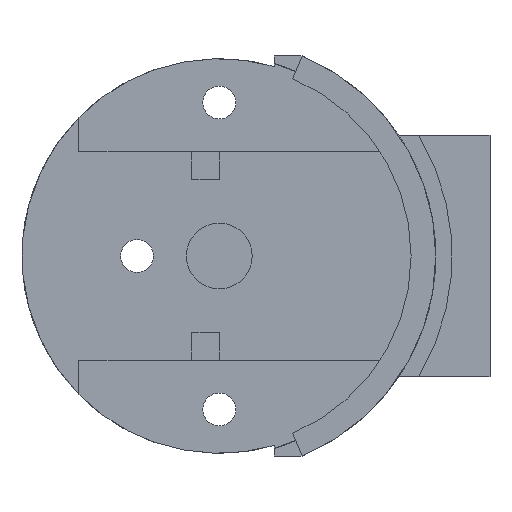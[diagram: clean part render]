
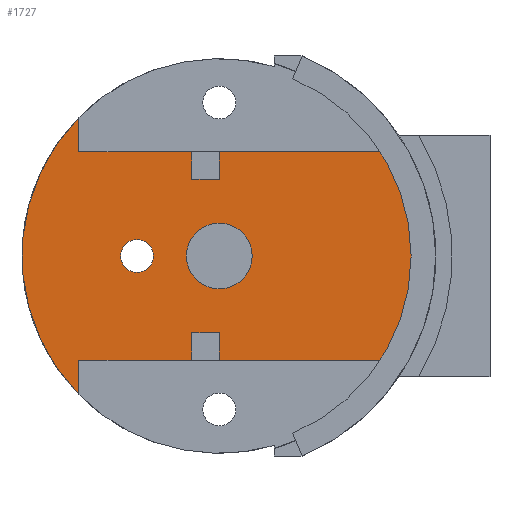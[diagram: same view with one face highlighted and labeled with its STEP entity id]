
A CAD part, front view. The second image highlights one B-rep face of the part: STEP entity #1727.
In plain terms, the highlighted planar face has unit normal (0, -1, 0).
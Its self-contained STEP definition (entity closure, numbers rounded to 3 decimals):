
#23=FACE_BOUND('',#250,.T.);
#24=FACE_BOUND('',#251,.T.);
#68=PLANE('',#1876);
#151=FACE_OUTER_BOUND('',#249,.T.);
#249=EDGE_LOOP('',(#1392,#1393,#1394,#1395,#1396,#1397,#1398,#1399,#1400,
#1401,#1402,#1403,#1404,#1405,#1406,#1407,#1408,#1409,#1410,#1411,#1412,
#1413,#1414,#1415,#1416,#1417));
#250=EDGE_LOOP('',(#1418));
#251=EDGE_LOOP('',(#1419));
#358=LINE('',#2627,#553);
#362=LINE('',#2635,#557);
#394=LINE('',#2705,#589);
#409=LINE('',#2736,#604);
#412=LINE('',#2741,#607);
#413=LINE('',#2743,#608);
#414=LINE('',#2745,#609);
#415=LINE('',#2747,#610);
#416=LINE('',#2749,#611);
#417=LINE('',#2751,#612);
#418=LINE('',#2753,#613);
#419=LINE('',#2755,#614);
#420=LINE('',#2757,#615);
#421=LINE('',#2759,#616);
#422=LINE('',#2761,#617);
#423=LINE('',#2764,#618);
#424=LINE('',#2766,#619);
#425=LINE('',#2768,#620);
#426=LINE('',#2769,#621);
#427=LINE('',#2771,#622);
#428=LINE('',#2773,#623);
#429=LINE('',#2775,#624);
#430=LINE('',#2776,#625);
#431=LINE('',#2778,#626);
#432=LINE('',#2779,#627);
#553=VECTOR('',#2134,10.);
#557=VECTOR('',#2138,10.);
#589=VECTOR('',#2194,10.);
#604=VECTOR('',#2221,10.);
#607=VECTOR('',#2226,10.);
#608=VECTOR('',#2227,10.);
#609=VECTOR('',#2228,10.);
#610=VECTOR('',#2229,10.);
#611=VECTOR('',#2230,10.);
#612=VECTOR('',#2231,10.);
#613=VECTOR('',#2232,10.);
#614=VECTOR('',#2233,10.);
#615=VECTOR('',#2234,10.);
#616=VECTOR('',#2235,10.);
#617=VECTOR('',#2236,10.);
#618=VECTOR('',#2239,10.);
#619=VECTOR('',#2240,10.);
#620=VECTOR('',#2241,10.);
#621=VECTOR('',#2242,10.);
#622=VECTOR('',#2243,10.);
#623=VECTOR('',#2244,10.);
#624=VECTOR('',#2245,10.);
#625=VECTOR('',#2246,10.);
#626=VECTOR('',#2247,10.);
#627=VECTOR('',#2248,10.);
#718=CIRCLE('',#1821,3.);
#737=CIRCLE('',#1877,18.);
#738=CIRCLE('',#1878,1.5);
#787=VERTEX_POINT('',#2519);
#822=VERTEX_POINT('',#2624);
#823=VERTEX_POINT('',#2626);
#826=VERTEX_POINT('',#2632);
#827=VERTEX_POINT('',#2634);
#852=VERTEX_POINT('',#2703);
#853=VERTEX_POINT('',#2704);
#862=VERTEX_POINT('',#2734);
#863=VERTEX_POINT('',#2735);
#864=VERTEX_POINT('',#2740);
#865=VERTEX_POINT('',#2742);
#866=VERTEX_POINT('',#2744);
#867=VERTEX_POINT('',#2746);
#868=VERTEX_POINT('',#2748);
#869=VERTEX_POINT('',#2750);
#870=VERTEX_POINT('',#2752);
#871=VERTEX_POINT('',#2754);
#872=VERTEX_POINT('',#2756);
#873=VERTEX_POINT('',#2758);
#874=VERTEX_POINT('',#2760);
#875=VERTEX_POINT('',#2762);
#876=VERTEX_POINT('',#2765);
#877=VERTEX_POINT('',#2767);
#878=VERTEX_POINT('',#2770);
#879=VERTEX_POINT('',#2772);
#880=VERTEX_POINT('',#2774);
#881=VERTEX_POINT('',#2777);
#882=VERTEX_POINT('',#2780);
#958=EDGE_CURVE('',#787,#787,#718,.T.);
#1008=EDGE_CURVE('',#823,#822,#358,.T.);
#1012=EDGE_CURVE('',#827,#826,#362,.T.);
#1046=EDGE_CURVE('',#852,#853,#394,.T.);
#1061=EDGE_CURVE('',#862,#863,#409,.T.);
#1064=EDGE_CURVE('',#864,#852,#412,.T.);
#1065=EDGE_CURVE('',#865,#853,#413,.T.);
#1066=EDGE_CURVE('',#866,#865,#414,.T.);
#1067=EDGE_CURVE('',#866,#867,#415,.T.);
#1068=EDGE_CURVE('',#867,#868,#416,.T.);
#1069=EDGE_CURVE('',#868,#869,#417,.T.);
#1070=EDGE_CURVE('',#869,#870,#418,.T.);
#1071=EDGE_CURVE('',#870,#871,#419,.T.);
#1072=EDGE_CURVE('',#871,#872,#420,.T.);
#1073=EDGE_CURVE('',#872,#873,#421,.T.);
#1074=EDGE_CURVE('',#873,#874,#422,.T.);
#1075=EDGE_CURVE('',#875,#874,#737,.T.);
#1076=EDGE_CURVE('',#875,#827,#423,.T.);
#1077=EDGE_CURVE('',#826,#876,#424,.T.);
#1078=EDGE_CURVE('',#876,#877,#425,.T.);
#1079=EDGE_CURVE('',#877,#823,#426,.T.);
#1080=EDGE_CURVE('',#822,#878,#427,.T.);
#1081=EDGE_CURVE('',#879,#878,#428,.T.);
#1082=EDGE_CURVE('',#880,#879,#429,.T.);
#1083=EDGE_CURVE('',#880,#862,#430,.T.);
#1084=EDGE_CURVE('',#881,#863,#431,.T.);
#1085=EDGE_CURVE('',#864,#881,#432,.T.);
#1086=EDGE_CURVE('',#882,#882,#738,.T.);
#1392=ORIENTED_EDGE('',*,*,#1064,.T.);
#1393=ORIENTED_EDGE('',*,*,#1046,.T.);
#1394=ORIENTED_EDGE('',*,*,#1065,.F.);
#1395=ORIENTED_EDGE('',*,*,#1066,.F.);
#1396=ORIENTED_EDGE('',*,*,#1067,.T.);
#1397=ORIENTED_EDGE('',*,*,#1068,.T.);
#1398=ORIENTED_EDGE('',*,*,#1069,.T.);
#1399=ORIENTED_EDGE('',*,*,#1070,.T.);
#1400=ORIENTED_EDGE('',*,*,#1071,.T.);
#1401=ORIENTED_EDGE('',*,*,#1072,.T.);
#1402=ORIENTED_EDGE('',*,*,#1073,.T.);
#1403=ORIENTED_EDGE('',*,*,#1074,.T.);
#1404=ORIENTED_EDGE('',*,*,#1075,.F.);
#1405=ORIENTED_EDGE('',*,*,#1076,.T.);
#1406=ORIENTED_EDGE('',*,*,#1012,.T.);
#1407=ORIENTED_EDGE('',*,*,#1077,.T.);
#1408=ORIENTED_EDGE('',*,*,#1078,.T.);
#1409=ORIENTED_EDGE('',*,*,#1079,.T.);
#1410=ORIENTED_EDGE('',*,*,#1008,.T.);
#1411=ORIENTED_EDGE('',*,*,#1080,.T.);
#1412=ORIENTED_EDGE('',*,*,#1081,.F.);
#1413=ORIENTED_EDGE('',*,*,#1082,.F.);
#1414=ORIENTED_EDGE('',*,*,#1083,.T.);
#1415=ORIENTED_EDGE('',*,*,#1061,.T.);
#1416=ORIENTED_EDGE('',*,*,#1084,.F.);
#1417=ORIENTED_EDGE('',*,*,#1085,.F.);
#1418=ORIENTED_EDGE('',*,*,#958,.T.);
#1419=ORIENTED_EDGE('',*,*,#1086,.F.);
#1727=ADVANCED_FACE('',(#151,#23,#24),#68,.F.);
#1821=AXIS2_PLACEMENT_3D('',#2521,#2027,#2028);
#1876=AXIS2_PLACEMENT_3D('',#2739,#2224,#2225);
#1877=AXIS2_PLACEMENT_3D('',#2763,#2237,#2238);
#1878=AXIS2_PLACEMENT_3D('',#2781,#2249,#2250);
#2027=DIRECTION('center_axis',(0.,1.,0.));
#2028=DIRECTION('ref_axis',(1.,0.,0.));
#2134=DIRECTION('',(1.,0.,0.));
#2138=DIRECTION('',(1.,0.,0.));
#2194=DIRECTION('',(0.,0.,1.));
#2221=DIRECTION('',(0.,0.,1.));
#2224=DIRECTION('center_axis',(0.,1.,0.));
#2225=DIRECTION('ref_axis',(0.,0.,1.));
#2226=DIRECTION('',(-1.,0.,0.));
#2227=DIRECTION('',(-1.,0.,0.));
#2228=DIRECTION('',(0.,0.,-1.));
#2229=DIRECTION('',(-1.,0.,0.));
#2230=DIRECTION('',(0.,0.,1.));
#2231=DIRECTION('',(-1.,0.,0.));
#2232=DIRECTION('',(0.,0.,-1.));
#2233=DIRECTION('',(-1.,0.,0.));
#2234=DIRECTION('',(0.,0.,1.));
#2235=DIRECTION('',(-1.,0.,0.));
#2236=DIRECTION('',(0.,0.,1.));
#2237=DIRECTION('center_axis',(0.,1.,0.));
#2238=DIRECTION('ref_axis',(-1.,0.,0.));
#2239=DIRECTION('',(0.,0.,1.));
#2240=DIRECTION('',(0.,0.,1.));
#2241=DIRECTION('',(1.,0.,0.));
#2242=DIRECTION('',(0.,0.,-1.));
#2243=DIRECTION('',(0.,0.,1.));
#2244=DIRECTION('',(-1.,0.,0.));
#2245=DIRECTION('',(0.,0.,-1.));
#2246=DIRECTION('',(-1.,0.,0.));
#2247=DIRECTION('',(-1.,0.,0.));
#2248=DIRECTION('',(0.,0.,-1.));
#2249=DIRECTION('center_axis',(0.,-1.,0.));
#2250=DIRECTION('ref_axis',(1.,0.,0.));
#2519=CARTESIAN_POINT('',(-3.,0.,0.));
#2521=CARTESIAN_POINT('Origin',(0.,0.,0.));
#2624=CARTESIAN_POINT('',(23.2,0.,-9.5));
#2626=CARTESIAN_POINT('',(0.,0.,-9.5));
#2627=CARTESIAN_POINT('',(-12.8,0.,-9.5));
#2632=CARTESIAN_POINT('',(-2.5,0.,-9.5));
#2634=CARTESIAN_POINT('',(-12.8,0.,-9.5));
#2635=CARTESIAN_POINT('',(-12.8,0.,-9.5));
#2703=CARTESIAN_POINT('',(21.2,0.,4.5));
#2704=CARTESIAN_POINT('',(21.2,0.,5.5));
#2705=CARTESIAN_POINT('',(21.2,0.,2.5));
#2734=CARTESIAN_POINT('',(21.2,0.,-5.5));
#2735=CARTESIAN_POINT('',(21.2,0.,-4.5));
#2736=CARTESIAN_POINT('',(21.2,0.,-2.5));
#2739=CARTESIAN_POINT('Origin',(0.,0.,0.));
#2740=CARTESIAN_POINT('',(24.7,0.,4.5));
#2741=CARTESIAN_POINT('',(11.6,0.,4.5));
#2742=CARTESIAN_POINT('',(24.7,0.,5.5));
#2743=CARTESIAN_POINT('',(24.7,0.,5.5));
#2744=CARTESIAN_POINT('',(24.7,0.,8.5));
#2745=CARTESIAN_POINT('',(24.7,0.,-1.25));
#2746=CARTESIAN_POINT('',(23.2,0.,8.5));
#2747=CARTESIAN_POINT('',(24.7,0.,8.5));
#2748=CARTESIAN_POINT('',(23.2,0.,9.5));
#2749=CARTESIAN_POINT('',(23.2,0.,9.5));
#2750=CARTESIAN_POINT('',(0.,0.,9.5));
#2751=CARTESIAN_POINT('',(15.289,0.,9.5));
#2752=CARTESIAN_POINT('',(0.,0.,7.));
#2753=CARTESIAN_POINT('',(0.,0.,9.5));
#2754=CARTESIAN_POINT('',(-2.5,0.,7.));
#2755=CARTESIAN_POINT('',(0.,0.,7.));
#2756=CARTESIAN_POINT('',(-2.5,0.,9.5));
#2757=CARTESIAN_POINT('',(-2.5,0.,7.));
#2758=CARTESIAN_POINT('',(-12.8,0.,9.5));
#2759=CARTESIAN_POINT('',(15.289,0.,9.5));
#2760=CARTESIAN_POINT('',(-12.8,0.,12.655));
#2761=CARTESIAN_POINT('',(-12.8,0.,0.));
#2762=CARTESIAN_POINT('',(-12.8,0.,-12.655));
#2763=CARTESIAN_POINT('Origin',(0.,0.,0.));
#2764=CARTESIAN_POINT('',(-12.8,0.,-12.655));
#2765=CARTESIAN_POINT('',(-2.5,0.,-7.));
#2766=CARTESIAN_POINT('',(-2.5,0.,-9.5));
#2767=CARTESIAN_POINT('',(0.,0.,-7.));
#2768=CARTESIAN_POINT('',(-2.5,0.,-7.));
#2769=CARTESIAN_POINT('',(0.,0.,-7.));
#2770=CARTESIAN_POINT('',(23.2,0.,-8.5));
#2771=CARTESIAN_POINT('',(23.2,0.,9.5));
#2772=CARTESIAN_POINT('',(24.7,0.,-8.5));
#2773=CARTESIAN_POINT('',(24.7,0.,-8.5));
#2774=CARTESIAN_POINT('',(24.7,0.,-5.5));
#2775=CARTESIAN_POINT('',(24.7,0.,-8.25));
#2776=CARTESIAN_POINT('',(11.6,0.,-5.5));
#2777=CARTESIAN_POINT('',(24.7,0.,-4.5));
#2778=CARTESIAN_POINT('',(24.7,0.,-4.5));
#2779=CARTESIAN_POINT('',(24.7,0.,-3.25));
#2780=CARTESIAN_POINT('',(-9.,0.,0.));
#2781=CARTESIAN_POINT('Origin',(-7.5,0.,0.));
